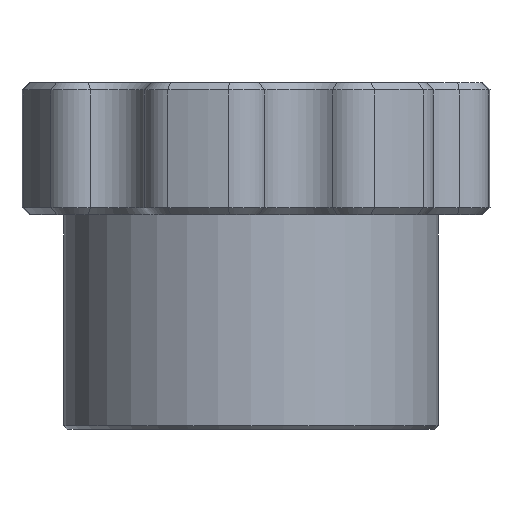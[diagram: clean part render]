
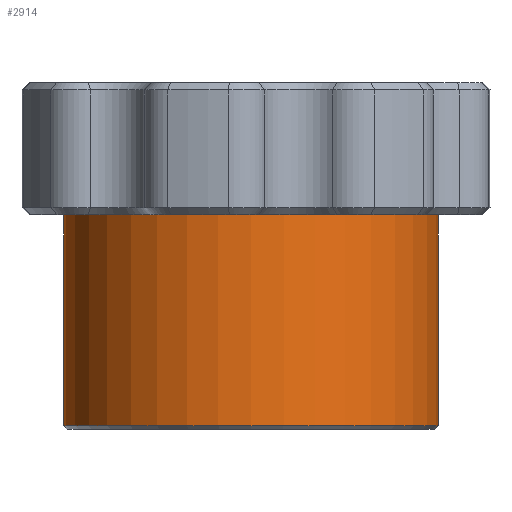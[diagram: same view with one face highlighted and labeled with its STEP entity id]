
A CAD part, left-side view. The second image highlights one B-rep face of the part: STEP entity #2914.
In plain terms, the highlighted cylindrical face has radius 26.25 mm (diameter 52.5 mm), a full revolution.
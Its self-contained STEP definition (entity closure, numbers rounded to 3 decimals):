
#345=FACE_OUTER_BOUND('',#537,.T.);
#537=EDGE_LOOP('',(#2648,#2649,#2650,#2651));
#785=CIRCLE('',#3113,26.25);
#803=CIRCLE('',#3166,26.25);
#968=LINE('',#8025,#1146);
#1146=VECTOR('',#3793,26.25);
#1387=VERTEX_POINT('',#6299);
#1411=VERTEX_POINT('',#8024);
#1766=EDGE_CURVE('',#1387,#1387,#785,.T.);
#1829=EDGE_CURVE('',#1387,#1411,#968,.T.);
#1830=EDGE_CURVE('',#1411,#1411,#803,.T.);
#2648=ORIENTED_EDGE('',*,*,#1766,.F.);
#2649=ORIENTED_EDGE('',*,*,#1829,.T.);
#2650=ORIENTED_EDGE('',*,*,#1830,.F.);
#2651=ORIENTED_EDGE('',*,*,#1829,.F.);
#2729=CYLINDRICAL_SURFACE('',#3165,26.25);
#2914=ADVANCED_FACE('',(#345),#2729,.T.);
#3113=AXIS2_PLACEMENT_3D('',#6300,#3657,#3658);
#3165=AXIS2_PLACEMENT_3D('',#8023,#3791,#3792);
#3166=AXIS2_PLACEMENT_3D('',#8026,#3794,#3795);
#3657=DIRECTION('center_axis',(0.,0.,
1.));
#3658=DIRECTION('ref_axis',(-1.,0.,0.));
#3791=DIRECTION('center_axis',(0.,0.,1.));
#3792=DIRECTION('ref_axis',(-1.,0.,0.));
#3793=DIRECTION('',(0.,0.,-1.));
#3794=DIRECTION('center_axis',(0.,0.,
-1.));
#3795=DIRECTION('ref_axis',(-1.,0.,0.));
#6299=CARTESIAN_POINT('',(38.516,-29.892,11.5));
#6300=CARTESIAN_POINT('Origin',(12.266,-29.892,11.5));
#8023=CARTESIAN_POINT('Origin',(12.266,-29.892,0.));
#8024=CARTESIAN_POINT('',(38.516,-29.892,-18.));
#8025=CARTESIAN_POINT('',(38.516,-29.892,0.));
#8026=CARTESIAN_POINT('Origin',(12.266,-29.892,-18.));
